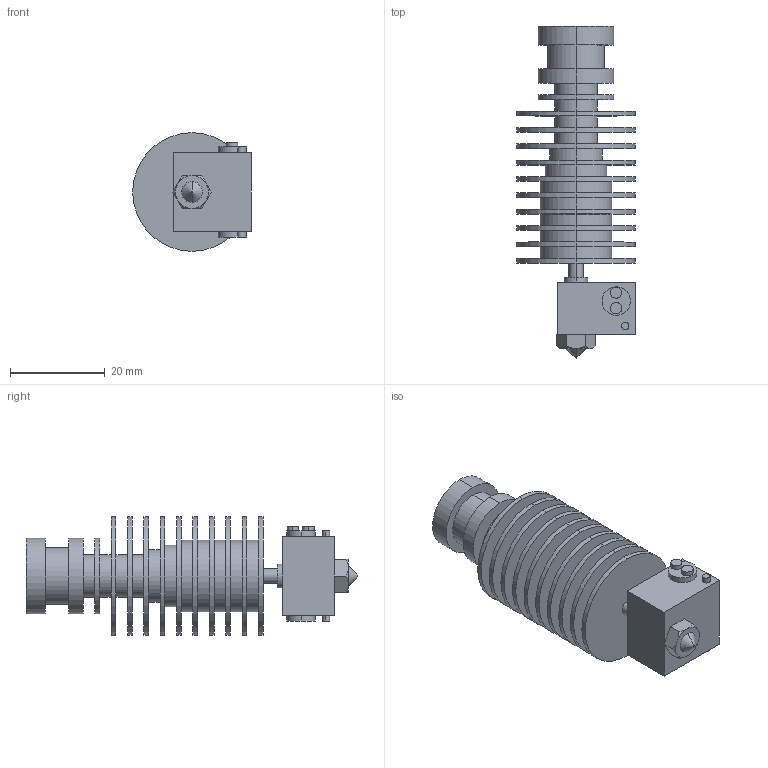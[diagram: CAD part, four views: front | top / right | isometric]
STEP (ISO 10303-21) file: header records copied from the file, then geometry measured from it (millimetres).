
FILE_DESCRIPTION (( 'STEP AP214' ), '1' );
FILE_NAME ('extrudeur.STEP', '2021-03-10T09:25:38', ( '' ), ( '' ), 'SwSTEP 2.0', 'SolidWorks 2016', '' );
FILE_SCHEMA (( 'AUTOMOTIVE_DESIGN' ));
Length unit declared in the file: millimetre
Products named in the file (1): extrudeur
Bounding box: 25 x 70 x 25 mm (x, y, z)
Volume: 12172 mm3; surface area: 12986 mm2
Topology: 2 solids, 2 shells, 132 faces, 268 edges, 176 vertices
Faces by surface type: cylinder 74, plane 50, cone 8
Entity records: 3689 total; most frequent: DIRECTION 678, CARTESIAN_POINT 653, ORIENTED_EDGE 536, AXIS2_PLACEMENT_3D 289, EDGE_CURVE 268, VERTEX_POINT 176, EDGE_LOOP 170, CIRCLE 156
